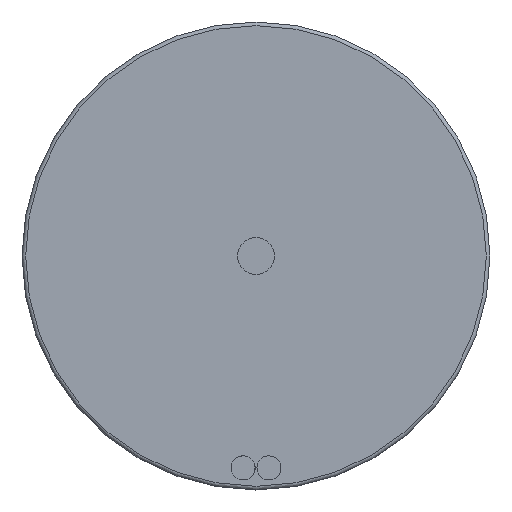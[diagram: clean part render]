
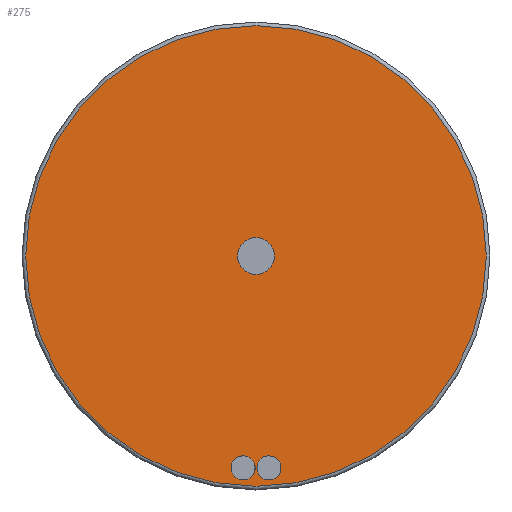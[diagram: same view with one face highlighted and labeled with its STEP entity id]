
A CAD part, left-side view. The second image highlights one B-rep face of the part: STEP entity #275.
In plain terms, the highlighted planar face has unit normal (-1, 0, 0).
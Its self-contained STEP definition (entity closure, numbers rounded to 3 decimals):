
#275 = ADVANCED_FACE( '', ( #527, #528, #529, #530 ), #531, .T. );
#527 = FACE_BOUND( '', #1599, .T. );
#528 = FACE_BOUND( '', #1600, .T. );
#529 = FACE_OUTER_BOUND( '', #1601, .T. );
#530 = FACE_BOUND( '', #1602, .T. );
#531 = PLANE( '', #1603 );
#1599 = EDGE_LOOP( '', ( #3001 ) );
#1600 = EDGE_LOOP( '', ( #3002 ) );
#1601 = EDGE_LOOP( '', ( #3003 ) );
#1602 = EDGE_LOOP( '', ( #3004 ) );
#1603 = AXIS2_PLACEMENT_3D( '', #3005, #3006, #3007 );
#3001 = ORIENTED_EDGE( '', *, *, #3528, .F. );
#3002 = ORIENTED_EDGE( '', *, *, #3435, .F. );
#3003 = ORIENTED_EDGE( '', *, *, #3529, .T. );
#3004 = ORIENTED_EDGE( '', *, *, #3530, .F. );
#3005 = CARTESIAN_POINT( '', ( 0., 0., 1. ) );
#3006 = DIRECTION( '', ( -1., 0., 0. ) );
#3007 = DIRECTION( '', ( 0., 0., 1. ) );
#3435 = EDGE_CURVE( '', #3692, #3692, #3693, .T. );
#3528 = EDGE_CURVE( '', #3845, #3845, #3846, .T. );
#3529 = EDGE_CURVE( '', #3847, #3847, #3848, .T. );
#3530 = EDGE_CURVE( '', #3849, #3849, #3850, .T. );
#3692 = VERTEX_POINT( '', #4410 );
#3693 = CIRCLE( '', #4411, 0.65 );
#3845 = VERTEX_POINT( '', #5155 );
#3846 = CIRCLE( '', #5156, 0.65 );
#3847 = VERTEX_POINT( '', #5157 );
#3848 = CIRCLE( '', #5158, 12.5 );
#3849 = VERTEX_POINT( '', #5159 );
#3850 = CIRCLE( '', #5160, 1. );
#4410 = CARTESIAN_POINT( '', ( 0., 0.7, -10.85 ) );
#4411 = AXIS2_PLACEMENT_3D( '', #5720, #5721, #5722 );
#5155 = CARTESIAN_POINT( '', ( 0., -0.7, -10.85 ) );
#5156 = AXIS2_PLACEMENT_3D( '', #5829, #5830, #5831 );
#5157 = CARTESIAN_POINT( '', ( 0., 0., 12.5 ) );
#5158 = AXIS2_PLACEMENT_3D( '', #5832, #5833, #5834 );
#5159 = CARTESIAN_POINT( '', ( 0., 0., 1. ) );
#5160 = AXIS2_PLACEMENT_3D( '', #5835, #5836, #5837 );
#5720 = CARTESIAN_POINT( '', ( 0., 0.7, -11.5 ) );
#5721 = DIRECTION( '', ( -1., 0., 0. ) );
#5722 = DIRECTION( '', ( 0., 0., 1. ) );
#5829 = CARTESIAN_POINT( '', ( 0., -0.7, -11.5 ) );
#5830 = DIRECTION( '', ( -1., 0., 0. ) );
#5831 = DIRECTION( '', ( 0., 0., 1. ) );
#5832 = CARTESIAN_POINT( '', ( 0., 0., 0. ) );
#5833 = DIRECTION( '', ( -1., 0., 0. ) );
#5834 = DIRECTION( '', ( 0., 0., 1. ) );
#5835 = CARTESIAN_POINT( '', ( 0., 0., 0. ) );
#5836 = DIRECTION( '', ( -1., 0., 0. ) );
#5837 = DIRECTION( '', ( 0., 0., 1. ) );
